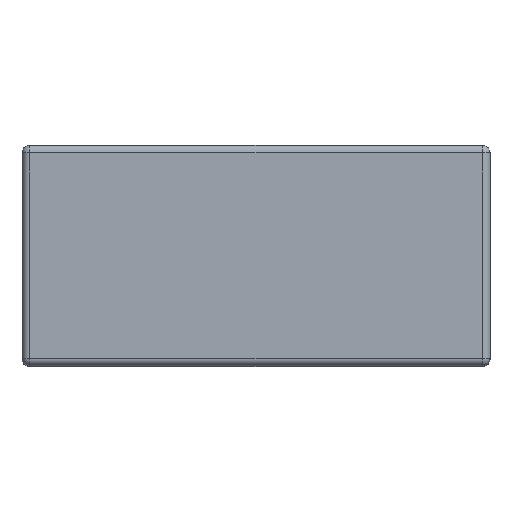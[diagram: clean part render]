
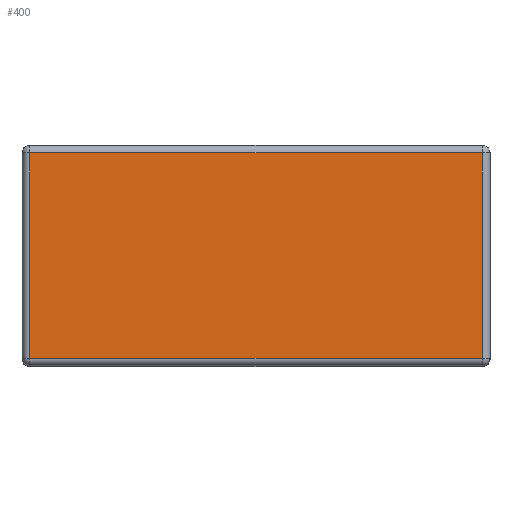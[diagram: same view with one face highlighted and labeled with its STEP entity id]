
A CAD part, top view. The second image highlights one B-rep face of the part: STEP entity #400.
In plain terms, the highlighted planar face has unit normal (0, 0, 1).
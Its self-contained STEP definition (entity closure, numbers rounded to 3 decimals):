
#22=PLANE('',#460);
#37=LINE('',#651,#71);
#39=LINE('',#654,#73);
#42=LINE('',#658,#76);
#46=LINE('',#667,#80);
#71=VECTOR('',#525,10.);
#73=VECTOR('',#529,10.);
#76=VECTOR('',#534,10.);
#80=VECTOR('',#544,10.);
#126=FACE_OUTER_BOUND('',#154,.T.);
#154=EDGE_LOOP('',(#335,#336,#337,#338));
#189=VERTEX_POINT('',#614);
#190=VERTEX_POINT('',#618);
#194=VERTEX_POINT('',#626);
#199=VERTEX_POINT('',#639);
#237=EDGE_CURVE('',#190,#199,#37,.T.);
#239=EDGE_CURVE('',#199,#194,#39,.T.);
#242=EDGE_CURVE('',#194,#189,#42,.T.);
#247=EDGE_CURVE('',#189,#190,#46,.T.);
#335=ORIENTED_EDGE('',*,*,#237,.F.);
#336=ORIENTED_EDGE('',*,*,#247,.F.);
#337=ORIENTED_EDGE('',*,*,#242,.F.);
#338=ORIENTED_EDGE('',*,*,#239,.F.);
#400=ADVANCED_FACE('',(#126),#22,.T.);
#460=AXIS2_PLACEMENT_3D('',#690,#565,#566);
#525=DIRECTION('',(0.,-1.,0.));
#529=DIRECTION('',(-1.,0.,0.));
#534=DIRECTION('',(0.,1.,0.));
#544=DIRECTION('',(1.,0.,0.));
#565=DIRECTION('center_axis',(0.,0.,1.));
#566=DIRECTION('ref_axis',(1.,0.,0.));
#614=CARTESIAN_POINT('',(-8.7,8.2,14.5));
#618=CARTESIAN_POINT('',(8.7,8.2,14.5));
#626=CARTESIAN_POINT('',(-8.7,0.3,14.5));
#639=CARTESIAN_POINT('',(8.7,0.3,14.5));
#651=CARTESIAN_POINT('',(8.7,0.,14.5));
#654=CARTESIAN_POINT('',(-4.5,0.3,14.5));
#658=CARTESIAN_POINT('',(-8.7,0.,14.5));
#667=CARTESIAN_POINT('',(-4.5,8.2,14.5));
#690=CARTESIAN_POINT('Origin',(-9.,0.,14.5));
